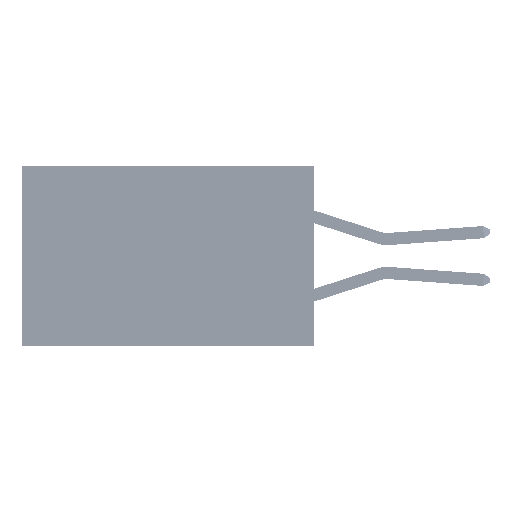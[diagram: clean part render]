
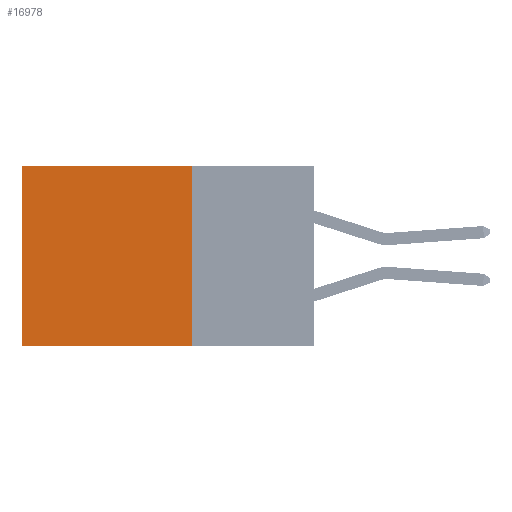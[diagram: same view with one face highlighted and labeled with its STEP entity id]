
A CAD part, left-side view. The second image highlights one B-rep face of the part: STEP entity #16978.
In plain terms, the highlighted planar face has unit normal (-1, 0, 0).
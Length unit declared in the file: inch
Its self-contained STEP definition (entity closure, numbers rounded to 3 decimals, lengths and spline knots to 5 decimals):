
#1634 = ORIENTED_EDGE ( 'NONE', *, *, #5029, .T. ) ;
#2034 = VECTOR ( 'NONE', #48151, 39.37008 ) ;
#2548 = CARTESIAN_POINT ( 'NONE',  ( 0.2875, 0.25, 0. ) ) ;
#5029 = EDGE_CURVE ( 'NONE', #47855, #27867, #27194, .T. ) ;
#5682 = CARTESIAN_POINT ( 'NONE',  ( 0.2875, 0.25, -0.37 ) ) ;
#6326 = LINE ( 'NONE', #2548, #2034 ) ;
#7950 = VECTOR ( 'NONE', #38765, 39.37008 ) ;
#11021 = CARTESIAN_POINT ( 'NONE',  ( 0.2875, 0.6, 0. ) ) ;
#16978 = ADVANCED_FACE ( 'NONE', ( #34359 ), #42151, .F. ) ;
#17548 = DIRECTION ( 'NONE',  ( 0., 0., -1. ) ) ;
#18200 = VECTOR ( 'NONE', #21947, 39.37008 ) ;
#19112 = ORIENTED_EDGE ( 'NONE', *, *, #32069, .F. ) ;
#21221 = LINE ( 'NONE', #36579, #18200 ) ;
#21947 = DIRECTION ( 'NONE',  ( 0., 1., 0. ) ) ;
#23523 = LINE ( 'NONE', #41676, #41184 ) ;
#27194 = LINE ( 'NONE', #42556, #7950 ) ;
#27867 = VERTEX_POINT ( 'NONE', #40432 ) ;
#30565 = CARTESIAN_POINT ( 'NONE',  ( 0.2875, 0.25, 0. ) ) ;
#30599 = VERTEX_POINT ( 'NONE', #5682 ) ;
#31431 = AXIS2_PLACEMENT_3D ( 'NONE', #30565, #45925, #17548 ) ;
#32069 = EDGE_CURVE ( 'NONE', #30599, #27867, #23523, .T. ) ;
#32082 = ORIENTED_EDGE ( 'NONE', *, *, #41161, .F. ) ;
#34359 = FACE_OUTER_BOUND ( 'NONE', #41081, .T. ) ;
#35959 = ORIENTED_EDGE ( 'NONE', *, *, #48739, .T. ) ;
#36579 = CARTESIAN_POINT ( 'NONE',  ( 0.2875, 0.25, 0. ) ) ;
#37884 = DIRECTION ( 'NONE',  ( 0., 1., 0. ) ) ;
#38765 = DIRECTION ( 'NONE',  ( 0., 0., -1. ) ) ;
#39439 = VERTEX_POINT ( 'NONE', #46451 ) ;
#40432 = CARTESIAN_POINT ( 'NONE',  ( 0.2875, 0.6, -0.37 ) ) ;
#41081 = EDGE_LOOP ( 'NONE', ( #1634, #19112, #32082, #35959 ) ) ;
#41161 = EDGE_CURVE ( 'NONE', #39439, #30599, #6326, .T. ) ;
#41184 = VECTOR ( 'NONE', #37884, 39.37008 ) ;
#41676 = CARTESIAN_POINT ( 'NONE',  ( 0.2875, 0.25, -0.37 ) ) ;
#42151 = PLANE ( 'NONE',  #31431 ) ;
#42556 = CARTESIAN_POINT ( 'NONE',  ( 0.2875, 0.6, 0. ) ) ;
#45925 = DIRECTION ( 'NONE',  ( 1., 0., 0. ) ) ;
#46451 = CARTESIAN_POINT ( 'NONE',  ( 0.2875, 0.25, 0. ) ) ;
#47855 = VERTEX_POINT ( 'NONE', #11021 ) ;
#48151 = DIRECTION ( 'NONE',  ( 0., 0., -1. ) ) ;
#48739 = EDGE_CURVE ( 'NONE', #39439, #47855, #21221, .T. ) ;
